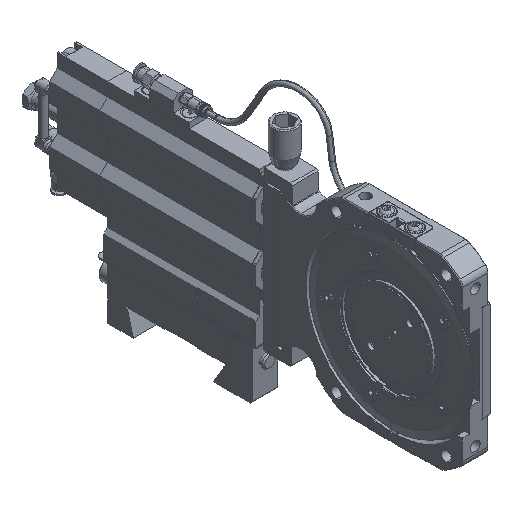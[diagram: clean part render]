
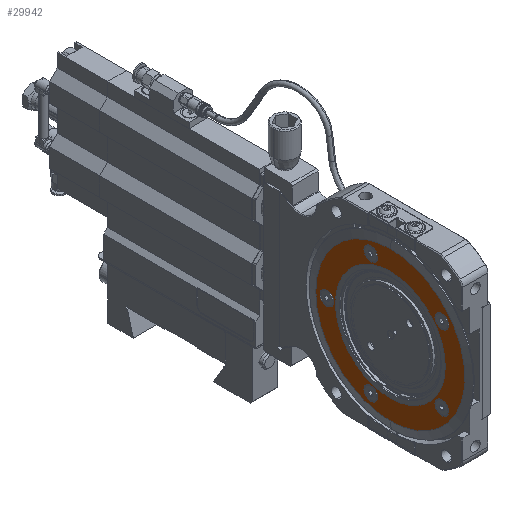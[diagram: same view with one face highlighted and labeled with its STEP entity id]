
A CAD part, isometric view. The second image highlights one B-rep face of the part: STEP entity #29942.
In plain terms, the highlighted planar face has unit normal (-1, 0, 0).
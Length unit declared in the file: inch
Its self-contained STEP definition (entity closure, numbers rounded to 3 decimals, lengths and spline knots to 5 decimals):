
#631 = CIRCLE ( 'NONE', #47139, 0.17126 ) ;
#751 = FACE_BOUND ( 'NONE', #21133, .T. ) ;
#2300 = EDGE_LOOP ( 'NONE', ( #21200, #12310 ) ) ;
#3615 = CARTESIAN_POINT ( 'NONE',  ( -0.3622, -2.91279, -1.87078 ) ) ;
#3839 = CARTESIAN_POINT ( 'NONE',  ( -0.3622, -2.91279, -1.69952 ) ) ;
#3874 = FACE_BOUND ( 'NONE', #2300, .T. ) ;
#4095 = DIRECTION ( 'NONE',  ( 0., 0., 1. ) ) ;
#4140 = PLANE ( 'NONE',  #56535 ) ;
#4438 = DIRECTION ( 'NONE',  ( 1., 0., 0. ) ) ;
#4537 = CARTESIAN_POINT ( 'NONE',  ( -0.3622, -4.69548, -1.29155 ) ) ;
#4854 = DIRECTION ( 'NONE',  ( -1., 0., 0. ) ) ;
#4883 = VERTEX_POINT ( 'NONE', #25403 ) ;
#6388 = CIRCLE ( 'NONE', #17389, 0.17126 ) ;
#6833 = DIRECTION ( 'NONE',  ( -1., 0., 0. ) ) ;
#6993 = CARTESIAN_POINT ( 'NONE',  ( -0.3622, -3.40551, -0.35433 ) ) ;
#7120 = AXIS2_PLACEMENT_3D ( 'NONE', #6993, #55314, #23428 ) ;
#7644 = EDGE_CURVE ( 'NONE', #24919, #4883, #12563, .T. ) ;
#7687 = AXIS2_PLACEMENT_3D ( 'NONE', #42274, #37961, #25976 ) ;
#8267 = DIRECTION ( 'NONE',  ( 0., 0., 1. ) ) ;
#9372 = CIRCLE ( 'NONE', #28478, 0.17126 ) ;
#9945 = CIRCLE ( 'NONE', #30964, 0.17126 ) ;
#10758 = VERTEX_POINT ( 'NONE', #50498 ) ;
#10900 = EDGE_CURVE ( 'NONE', #4883, #24919, #21140, .T. ) ;
#11096 = EDGE_CURVE ( 'NONE', #23491, #20604, #9372, .T. ) ;
#11822 = EDGE_CURVE ( 'NONE', #50544, #10758, #42816, .T. ) ;
#12075 = DIRECTION ( 'NONE',  ( -1., 0., 0. ) ) ;
#12310 = ORIENTED_EDGE ( 'NONE', *, *, #11096, .F. ) ;
#12561 = DIRECTION ( 'NONE',  ( -1., 0., 0. ) ) ;
#12563 = CIRCLE ( 'NONE', #45344, 0.17126 ) ;
#12867 = CARTESIAN_POINT ( 'NONE',  ( -0.3622, -4.69548, -1.29155 ) ) ;
#13039 = CARTESIAN_POINT ( 'NONE',  ( -0.3622, -4.69548, 0.58289 ) ) ;
#13342 = DIRECTION ( 'NONE',  ( -1., 0., 0. ) ) ;
#14307 = ORIENTED_EDGE ( 'NONE', *, *, #41329, .F. ) ;
#15828 = ORIENTED_EDGE ( 'NONE', *, *, #11822, .T. ) ;
#16694 = ORIENTED_EDGE ( 'NONE', *, *, #24727, .F. ) ;
#17389 = AXIS2_PLACEMENT_3D ( 'NONE', #3615, #46778, #33922 ) ;
#17482 = CARTESIAN_POINT ( 'NONE',  ( -0.3622, -2.91279, 0.99086 ) ) ;
#17900 = ORIENTED_EDGE ( 'NONE', *, *, #55287, .T. ) ;
#17935 = DIRECTION ( 'NONE',  ( -1., 0., 0. ) ) ;
#18958 = VERTEX_POINT ( 'NONE', #37317 ) ;
#19358 = ORIENTED_EDGE ( 'NONE', *, *, #29312, .F. ) ;
#20066 = ORIENTED_EDGE ( 'NONE', *, *, #42548, .F. ) ;
#20604 = VERTEX_POINT ( 'NONE', #41413 ) ;
#20979 = ORIENTED_EDGE ( 'NONE', *, *, #10900, .F. ) ;
#21133 = EDGE_LOOP ( 'NONE', ( #32208, #19358 ) ) ;
#21140 = CIRCLE ( 'NONE', #40323, 0.17126 ) ;
#21200 = ORIENTED_EDGE ( 'NONE', *, *, #46208, .F. ) ;
#21708 = EDGE_LOOP ( 'NONE', ( #16694, #36784 ) ) ;
#21772 = CARTESIAN_POINT ( 'NONE',  ( -0.3622, -1.81102, -0.18307 ) ) ;
#21824 = CIRCLE ( 'NONE', #55515, 0.17126 ) ;
#22070 = DIRECTION ( 'NONE',  ( 0., 0., 1. ) ) ;
#22128 = CARTESIAN_POINT ( 'NONE',  ( -0.3622, -2.91279, 1.16212 ) ) ;
#23153 = DIRECTION ( 'NONE',  ( 0., 0., 1. ) ) ;
#23428 = DIRECTION ( 'NONE',  ( 0., 0., 1. ) ) ;
#23491 = VERTEX_POINT ( 'NONE', #52164 ) ;
#24206 = AXIS2_PLACEMENT_3D ( 'NONE', #22128, #36093, #31535 ) ;
#24387 = CIRCLE ( 'NONE', #30733, 0.17126 ) ;
#24439 = EDGE_LOOP ( 'NONE', ( #26022, #38982 ) ) ;
#24727 = EDGE_CURVE ( 'NONE', #18958, #53478, #42441, .T. ) ;
#24766 = CARTESIAN_POINT ( 'NONE',  ( -0.3622, -3.40551, 1.02362 ) ) ;
#24919 = VERTEX_POINT ( 'NONE', #21772 ) ;
#25403 = CARTESIAN_POINT ( 'NONE',  ( -0.3622, -1.81102, -0.52559 ) ) ;
#25860 = DIRECTION ( 'NONE',  ( -1., 0., 0. ) ) ;
#25976 = DIRECTION ( 'NONE',  ( 0., 0., 1. ) ) ;
#26022 = ORIENTED_EDGE ( 'NONE', *, *, #28131, .F. ) ;
#27219 = EDGE_LOOP ( 'NONE', ( #17900, #15828 ) ) ;
#27442 = EDGE_CURVE ( 'NONE', #44130, #30652, #24387, .T. ) ;
#28131 = EDGE_CURVE ( 'NONE', #37893, #33892, #31819, .T. ) ;
#28191 = CARTESIAN_POINT ( 'NONE',  ( -0.3622, -3.40551, -1.73228 ) ) ;
#28365 = CARTESIAN_POINT ( 'NONE',  ( -0.3622, -3.40551, -0.35433 ) ) ;
#28413 = EDGE_LOOP ( 'NONE', ( #14307, #20066 ) ) ;
#28478 = AXIS2_PLACEMENT_3D ( 'NONE', #12867, #12561, #8267 ) ;
#29312 = EDGE_CURVE ( 'NONE', #30652, #44130, #21824, .T. ) ;
#29942 = ADVANCED_FACE ( 'NONE', ( #43028, #751, #3874, #35329, #52218, #56469, #30190 ), #4140, .F. ) ;
#30190 = FACE_OUTER_BOUND ( 'NONE', #27219, .T. ) ;
#30652 = VERTEX_POINT ( 'NONE', #37296 ) ;
#30733 = AXIS2_PLACEMENT_3D ( 'NONE', #13039, #56123, #52443 ) ;
#30734 = DIRECTION ( 'NONE',  ( 0., 0., 1. ) ) ;
#30964 = AXIS2_PLACEMENT_3D ( 'NONE', #34472, #55621, #42214 ) ;
#31535 = DIRECTION ( 'NONE',  ( 0., 0., 1. ) ) ;
#31819 = CIRCLE ( 'NONE', #7120, 1.37795 ) ;
#31927 = DIRECTION ( 'NONE',  ( 0., 0., 1. ) ) ;
#32208 = ORIENTED_EDGE ( 'NONE', *, *, #27442, .F. ) ;
#32879 = CARTESIAN_POINT ( 'NONE',  ( -0.3622, -1.81102, -0.35433 ) ) ;
#33757 = EDGE_LOOP ( 'NONE', ( #40169, #20979 ) ) ;
#33892 = VERTEX_POINT ( 'NONE', #28191 ) ;
#33922 = DIRECTION ( 'NONE',  ( 0., 0., 1. ) ) ;
#34472 = CARTESIAN_POINT ( 'NONE',  ( -0.3622, -2.91279, 1.16212 ) ) ;
#34621 = AXIS2_PLACEMENT_3D ( 'NONE', #40473, #17935, #31927 ) ;
#35137 = EDGE_CURVE ( 'NONE', #33892, #37893, #44225, .T. ) ;
#35329 = FACE_BOUND ( 'NONE', #28413, .T. ) ;
#36093 = DIRECTION ( 'NONE',  ( -1., 0., 0. ) ) ;
#36317 = AXIS2_PLACEMENT_3D ( 'NONE', #28365, #12075, #55489 ) ;
#36349 = CARTESIAN_POINT ( 'NONE',  ( -0.3622, -4.69548, 0.75415 ) ) ;
#36784 = ORIENTED_EDGE ( 'NONE', *, *, #41594, .F. ) ;
#37296 = CARTESIAN_POINT ( 'NONE',  ( -0.3622, -4.69548, 0.41163 ) ) ;
#37317 = CARTESIAN_POINT ( 'NONE',  ( -0.3622, -2.91279, 1.33338 ) ) ;
#37893 = VERTEX_POINT ( 'NONE', #24766 ) ;
#37961 = DIRECTION ( 'NONE',  ( -1., 0., 0. ) ) ;
#38796 = VERTEX_POINT ( 'NONE', #51561 ) ;
#38982 = ORIENTED_EDGE ( 'NONE', *, *, #35137, .F. ) ;
#39339 = DIRECTION ( 'NONE',  ( 0., 0., -1. ) ) ;
#39610 = CARTESIAN_POINT ( 'NONE',  ( -0.3622, -2.02756, -0.35433 ) ) ;
#40169 = ORIENTED_EDGE ( 'NONE', *, *, #7644, .F. ) ;
#40323 = AXIS2_PLACEMENT_3D ( 'NONE', #52451, #25860, #4095 ) ;
#40473 = CARTESIAN_POINT ( 'NONE',  ( -0.3622, -3.40551, -0.35433 ) ) ;
#41329 = EDGE_CURVE ( 'NONE', #47866, #38796, #50049, .T. ) ;
#41413 = CARTESIAN_POINT ( 'NONE',  ( -0.3622, -4.69548, -1.12029 ) ) ;
#41594 = EDGE_CURVE ( 'NONE', #53478, #18958, #9945, .T. ) ;
#42214 = DIRECTION ( 'NONE',  ( 0., 0., 1. ) ) ;
#42274 = CARTESIAN_POINT ( 'NONE',  ( -0.3622, -3.40551, -0.35433 ) ) ;
#42441 = CIRCLE ( 'NONE', #24206, 0.17126 ) ;
#42548 = EDGE_CURVE ( 'NONE', #38796, #47866, #6388, .T. ) ;
#42816 = CIRCLE ( 'NONE', #34621, 1.87106 ) ;
#43028 = FACE_BOUND ( 'NONE', #21708, .T. ) ;
#43673 = AXIS2_PLACEMENT_3D ( 'NONE', #52476, #13342, #30734 ) ;
#43745 = CARTESIAN_POINT ( 'NONE',  ( -0.3622, -4.69548, 0.58289 ) ) ;
#44130 = VERTEX_POINT ( 'NONE', #36349 ) ;
#44225 = CIRCLE ( 'NONE', #7687, 1.37795 ) ;
#45344 = AXIS2_PLACEMENT_3D ( 'NONE', #32879, #6833, #54854 ) ;
#46208 = EDGE_CURVE ( 'NONE', #20604, #23491, #631, .T. ) ;
#46778 = DIRECTION ( 'NONE',  ( -1., 0., 0. ) ) ;
#47139 = AXIS2_PLACEMENT_3D ( 'NONE', #4537, #47974, #23153 ) ;
#47866 = VERTEX_POINT ( 'NONE', #3839 ) ;
#47974 = DIRECTION ( 'NONE',  ( -1., 0., 0. ) ) ;
#50049 = CIRCLE ( 'NONE', #43673, 0.17126 ) ;
#50498 = CARTESIAN_POINT ( 'NONE',  ( -0.3622, -3.40551, -2.22539 ) ) ;
#50544 = VERTEX_POINT ( 'NONE', #52383 ) ;
#51561 = CARTESIAN_POINT ( 'NONE',  ( -0.3622, -2.91279, -2.04204 ) ) ;
#52164 = CARTESIAN_POINT ( 'NONE',  ( -0.3622, -4.69548, -1.46281 ) ) ;
#52218 = FACE_BOUND ( 'NONE', #33757, .T. ) ;
#52383 = CARTESIAN_POINT ( 'NONE',  ( -0.3622, -3.40551, 1.51673 ) ) ;
#52443 = DIRECTION ( 'NONE',  ( 0., 0., 1. ) ) ;
#52451 = CARTESIAN_POINT ( 'NONE',  ( -0.3622, -1.81102, -0.35433 ) ) ;
#52476 = CARTESIAN_POINT ( 'NONE',  ( -0.3622, -2.91279, -1.87078 ) ) ;
#53478 = VERTEX_POINT ( 'NONE', #17482 ) ;
#54529 = CIRCLE ( 'NONE', #36317, 1.87106 ) ;
#54854 = DIRECTION ( 'NONE',  ( 0., 0., 1. ) ) ;
#55287 = EDGE_CURVE ( 'NONE', #10758, #50544, #54529, .T. ) ;
#55314 = DIRECTION ( 'NONE',  ( -1., 0., 0. ) ) ;
#55489 = DIRECTION ( 'NONE',  ( 0., 0., 1. ) ) ;
#55515 = AXIS2_PLACEMENT_3D ( 'NONE', #43745, #4854, #22070 ) ;
#55621 = DIRECTION ( 'NONE',  ( -1., 0., 0. ) ) ;
#56123 = DIRECTION ( 'NONE',  ( -1., 0., 0. ) ) ;
#56469 = FACE_BOUND ( 'NONE', #24439, .T. ) ;
#56535 = AXIS2_PLACEMENT_3D ( 'NONE', #39610, #4438, #39339 ) ;
